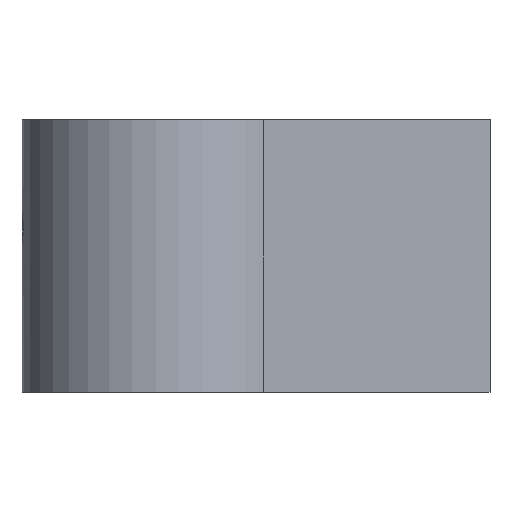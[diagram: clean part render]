
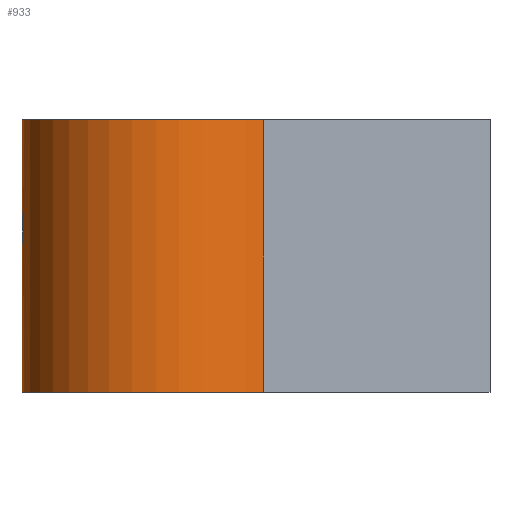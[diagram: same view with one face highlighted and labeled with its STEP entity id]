
A CAD part, left-side view. The second image highlights one B-rep face of the part: STEP entity #933.
In plain terms, the highlighted cylindrical face has radius 13 mm (diameter 26 mm), a partial arc.
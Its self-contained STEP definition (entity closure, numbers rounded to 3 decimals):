
#439 = VERTEX_POINT('',#440);
#440 = CARTESIAN_POINT('',(-125.192,-94.192,
    90.));
#446 = EDGE_CURVE('',#439,#447,#449,.T.);
#447 = VERTEX_POINT('',#448);
#448 = CARTESIAN_POINT('',(-116.,-72.,90.));
#449 = CIRCLE('',#450,13.);
#450 = AXIS2_PLACEMENT_3D('',#451,#452,#453);
#451 = CARTESIAN_POINT('',(-116.,-85.,90.));
#452 = DIRECTION('',(0.,0.,-1.));
#453 = DIRECTION('',(-1.,0.,0.));
#847 = EDGE_CURVE('',#439,#848,#850,.T.);
#848 = VERTEX_POINT('',#849);
#849 = CARTESIAN_POINT('',(-125.192,-94.192,
    115.));
#850 = LINE('',#851,#852);
#851 = CARTESIAN_POINT('',(-125.192,-94.192,
    90.));
#852 = VECTOR('',#853,1.);
#853 = DIRECTION('',(0.,0.,1.));
#882 = VERTEX_POINT('',#883);
#883 = CARTESIAN_POINT('',(-116.,-72.,115.));
#889 = EDGE_CURVE('',#890,#882,#892,.T.);
#890 = VERTEX_POINT('',#891);
#891 = CARTESIAN_POINT('',(-116.,-72.,106.7));
#892 = LINE('',#893,#894);
#893 = CARTESIAN_POINT('',(-116.,-72.,95.));
#894 = VECTOR('',#895,1.);
#895 = DIRECTION('',(0.,0.,1.));
#907 = VERTEX_POINT('',#908);
#908 = CARTESIAN_POINT('',(-116.,-72.,103.3));
#915 = EDGE_CURVE('',#447,#907,#916,.T.);
#916 = LINE('',#917,#918);
#917 = CARTESIAN_POINT('',(-116.,-72.,95.));
#918 = VECTOR('',#919,1.);
#919 = DIRECTION('',(0.,0.,1.));
#933 = ADVANCED_FACE('',(#934),#976,.T.);
#934 = FACE_BOUND('',#935,.T.);
#935 = EDGE_LOOP('',(#936,#937,#938,#939,#946,#947));
#936 = ORIENTED_EDGE('',*,*,#915,.F.);
#937 = ORIENTED_EDGE('',*,*,#446,.F.);
#938 = ORIENTED_EDGE('',*,*,#847,.T.);
#939 = ORIENTED_EDGE('',*,*,#940,.T.);
#940 = EDGE_CURVE('',#848,#882,#941,.T.);
#941 = CIRCLE('',#942,13.);
#942 = AXIS2_PLACEMENT_3D('',#943,#944,#945);
#943 = CARTESIAN_POINT('',(-116.,-85.,115.));
#944 = DIRECTION('',(0.,0.,-1.));
#945 = DIRECTION('',(-1.,0.,0.));
#946 = ORIENTED_EDGE('',*,*,#889,.F.);
#947 = ORIENTED_EDGE('',*,*,#948,.T.);
#948 = EDGE_CURVE('',#890,#907,#949,.T.);
#949 = B_SPLINE_CURVE_WITH_KNOTS('',7,(#950,#951,#952,#953,#954,#955,
    #956,#957,#958,#959,#960,#961,#962,#963,#964,#965,#966,#967,#968,
    #969,#970,#971,#972,#973,#974,#975),.UNSPECIFIED.,.F.,.F.,(8,6,6,6,8
    ),(0.,0.247,0.5,0.753,1.),
  .UNSPECIFIED.);
#950 = CARTESIAN_POINT('',(-116.,-72.,106.7));
#951 = CARTESIAN_POINT('',(-116.224,-72.,106.7));
#952 = CARTESIAN_POINT('',(-116.443,-72.005,
    106.666));
#953 = CARTESIAN_POINT('',(-116.65,-72.013,
    106.6));
#954 = CARTESIAN_POINT('',(-116.84,-72.025,106.506
    ));
#955 = CARTESIAN_POINT('',(-117.009,-72.038,
    106.392));
#956 = CARTESIAN_POINT('',(-117.154,-72.051,
    106.262));
#957 = CARTESIAN_POINT('',(-117.399,-72.075,
    105.984));
#958 = CARTESIAN_POINT('',(-117.501,-72.086,
    105.832));
#959 = CARTESIAN_POINT('',(-117.581,-72.096,
    105.672));
#960 = CARTESIAN_POINT('',(-117.641,-72.104,
    105.507));
#961 = CARTESIAN_POINT('',(-117.68,-72.109,
    105.339));
#962 = CARTESIAN_POINT('',(-117.7,-72.112,
    105.17));
#963 = CARTESIAN_POINT('',(-117.7,-72.112,
    104.83));
#964 = CARTESIAN_POINT('',(-117.68,-72.109,
    104.661));
#965 = CARTESIAN_POINT('',(-117.641,-72.104,
    104.493));
#966 = CARTESIAN_POINT('',(-117.581,-72.096,
    104.328));
#967 = CARTESIAN_POINT('',(-117.501,-72.086,
    104.168));
#968 = CARTESIAN_POINT('',(-117.399,-72.075,
    104.016));
#969 = CARTESIAN_POINT('',(-117.154,-72.051,
    103.738));
#970 = CARTESIAN_POINT('',(-117.009,-72.038,103.608
    ));
#971 = CARTESIAN_POINT('',(-116.84,-72.025,
    103.494));
#972 = CARTESIAN_POINT('',(-116.65,-72.013,
    103.4));
#973 = CARTESIAN_POINT('',(-116.443,-72.005,
    103.334));
#974 = CARTESIAN_POINT('',(-116.224,-72.,103.3));
#975 = CARTESIAN_POINT('',(-116.,-72.,103.3));
#976 = CYLINDRICAL_SURFACE('',#977,13.);
#977 = AXIS2_PLACEMENT_3D('',#978,#979,#980);
#978 = CARTESIAN_POINT('',(-116.,-85.,90.));
#979 = DIRECTION('',(0.,-0.,-1.));
#980 = DIRECTION('',(-1.,0.,0.));
